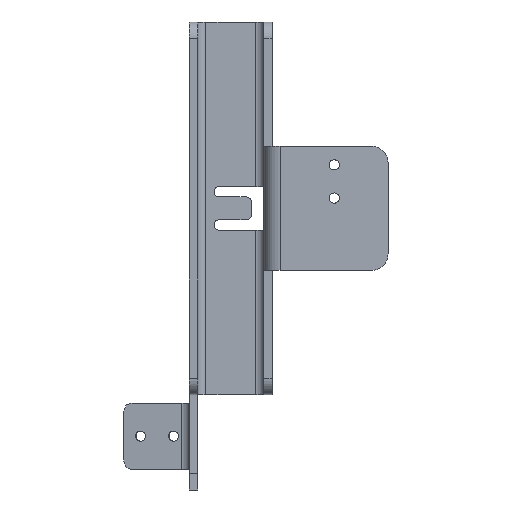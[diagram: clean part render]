
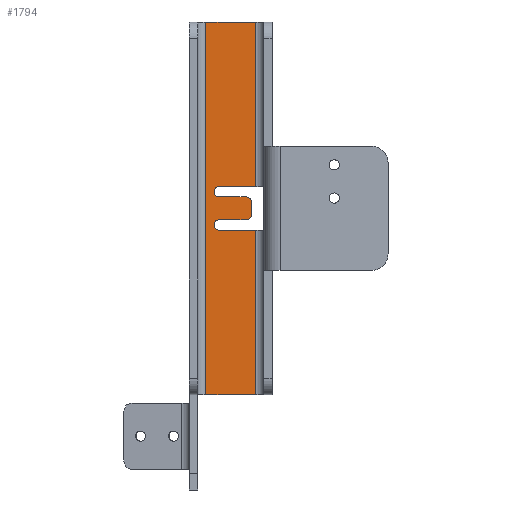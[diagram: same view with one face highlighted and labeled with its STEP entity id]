
A CAD part, front view. The second image highlights one B-rep face of the part: STEP entity #1794.
In plain terms, the highlighted planar face has unit normal (0, -1, 0).
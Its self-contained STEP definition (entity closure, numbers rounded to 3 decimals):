
#26=PLANE('',#1909);
#84=LINE('',#2654,#262);
#106=LINE('',#2708,#284);
#109=LINE('',#2714,#287);
#110=LINE('',#2718,#288);
#111=LINE('',#2720,#289);
#112=LINE('',#2722,#290);
#113=LINE('',#2723,#291);
#114=LINE('',#2725,#292);
#115=LINE('',#2727,#293);
#116=LINE('',#2731,#294);
#262=VECTOR('',#2118,12.);
#284=VECTOR('',#2170,3.);
#287=VECTOR('',#2175,6.5);
#288=VECTOR('',#2178,8.75);
#289=VECTOR('',#2179,39.75);
#290=VECTOR('',#2180,12.);
#291=VECTOR('',#2181,90.);
#292=VECTOR('',#2182,39.75);
#293=VECTOR('',#2183,8.75);
#294=VECTOR('',#2186,6.5);
#479=FACE_OUTER_BOUND('',#577,.T.);
#577=EDGE_LOOP('',(#1306,#1307,#1308,#1309,#1310,#1311,#1312,#1313,#1314,
#1315,#1316,#1317,#1318,#1319));
#700=CIRCLE('',#1906,1.25);
#702=CIRCLE('',#1910,1.25);
#703=CIRCLE('',#1911,1.25);
#704=CIRCLE('',#1912,1.25);
#796=VERTEX_POINT('',#2651);
#797=VERTEX_POINT('',#2653);
#810=VERTEX_POINT('',#2698);
#811=VERTEX_POINT('',#2699);
#814=VERTEX_POINT('',#2707);
#816=VERTEX_POINT('',#2713);
#817=VERTEX_POINT('',#2715);
#818=VERTEX_POINT('',#2717);
#819=VERTEX_POINT('',#2719);
#820=VERTEX_POINT('',#2721);
#821=VERTEX_POINT('',#2724);
#822=VERTEX_POINT('',#2726);
#823=VERTEX_POINT('',#2728);
#824=VERTEX_POINT('',#2730);
#983=EDGE_CURVE('',#797,#796,#84,.T.);
#1006=EDGE_CURVE('',#810,#811,#700,.T.);
#1010=EDGE_CURVE('',#814,#811,#106,.T.);
#1013=EDGE_CURVE('',#810,#816,#109,.T.);
#1014=EDGE_CURVE('',#817,#816,#702,.T.);
#1015=EDGE_CURVE('',#817,#818,#110,.T.);
#1016=EDGE_CURVE('',#819,#818,#111,.T.);
#1017=EDGE_CURVE('',#819,#820,#112,.T.);
#1018=EDGE_CURVE('',#797,#820,#113,.T.);
#1019=EDGE_CURVE('',#821,#796,#114,.T.);
#1020=EDGE_CURVE('',#821,#822,#115,.T.);
#1021=EDGE_CURVE('',#823,#822,#703,.T.);
#1022=EDGE_CURVE('',#823,#824,#116,.T.);
#1023=EDGE_CURVE('',#814,#824,#704,.T.);
#1306=ORIENTED_EDGE('',*,*,#1006,.F.);
#1307=ORIENTED_EDGE('',*,*,#1013,.T.);
#1308=ORIENTED_EDGE('',*,*,#1014,.F.);
#1309=ORIENTED_EDGE('',*,*,#1015,.T.);
#1310=ORIENTED_EDGE('',*,*,#1016,.F.);
#1311=ORIENTED_EDGE('',*,*,#1017,.T.);
#1312=ORIENTED_EDGE('',*,*,#1018,.F.);
#1313=ORIENTED_EDGE('',*,*,#983,.T.);
#1314=ORIENTED_EDGE('',*,*,#1019,.F.);
#1315=ORIENTED_EDGE('',*,*,#1020,.T.);
#1316=ORIENTED_EDGE('',*,*,#1021,.F.);
#1317=ORIENTED_EDGE('',*,*,#1022,.T.);
#1318=ORIENTED_EDGE('',*,*,#1023,.F.);
#1319=ORIENTED_EDGE('',*,*,#1010,.T.);
#1794=ADVANCED_FACE('',(#479),#26,.T.);
#1906=AXIS2_PLACEMENT_3D('',#2700,#2162,#2163);
#1909=AXIS2_PLACEMENT_3D('',#2712,#2173,#2174);
#1910=AXIS2_PLACEMENT_3D('',#2716,#2176,#2177);
#1911=AXIS2_PLACEMENT_3D('',#2729,#2184,#2185);
#1912=AXIS2_PLACEMENT_3D('',#2732,#2187,#2188);
#2118=DIRECTION('',(1.,0.,0.));
#2162=DIRECTION('center_axis',(0.,1.,0.));
#2163=DIRECTION('ref_axis',(0.707,0.,0.707));
#2170=DIRECTION('',(0.,0.,1.));
#2173=DIRECTION('center_axis',(0.,-1.,0.));
#2174=DIRECTION('ref_axis',(0.,0.,-1.));
#2175=DIRECTION('',(-1.,0.,0.));
#2176=DIRECTION('center_axis',(0.,-1.,0.));
#2177=DIRECTION('ref_axis',(-0.707,0.,0.707));
#2178=DIRECTION('',(1.,0.,0.));
#2179=DIRECTION('',(0.,0.,-1.));
#2180=DIRECTION('',(-1.,0.,0.));
#2181=DIRECTION('',(0.,0.,1.));
#2182=DIRECTION('',(0.,0.,-1.));
#2183=DIRECTION('',(-1.,0.,0.));
#2184=DIRECTION('center_axis',(0.,-1.,0.));
#2185=DIRECTION('ref_axis',(-0.707,0.,0.707));
#2186=DIRECTION('',(1.,0.,0.));
#2187=DIRECTION('center_axis',(0.,1.,0.));
#2188=DIRECTION('ref_axis',(0.707,0.,-0.707));
#2651=CARTESIAN_POINT('',(8.46,35.5,-45.));
#2653=CARTESIAN_POINT('',(-3.54,35.5,-45.));
#2654=CARTESIAN_POINT('',(-5.54,35.5,-45.));
#2698=CARTESIAN_POINT('',(6.21,35.5,2.75));
#2699=CARTESIAN_POINT('',(7.46,35.5,1.5));
#2700=CARTESIAN_POINT('Origin',(6.21,35.5,1.5));
#2707=CARTESIAN_POINT('',(7.46,35.5,-1.5));
#2708=CARTESIAN_POINT('',(7.46,35.5,-1.375));
#2712=CARTESIAN_POINT('Origin',(10.46,35.5,0.));
#2713=CARTESIAN_POINT('',(-0.29,35.5,2.75));
#2714=CARTESIAN_POINT('',(11.46,35.5,2.75));
#2715=CARTESIAN_POINT('',(-0.29,35.5,5.25));
#2716=CARTESIAN_POINT('Origin',(-0.29,35.5,4.));
#2717=CARTESIAN_POINT('',(8.46,35.5,5.25));
#2718=CARTESIAN_POINT('',(4.46,35.5,5.25));
#2719=CARTESIAN_POINT('',(8.46,35.5,45.));
#2720=CARTESIAN_POINT('',(8.46,35.5,0.));
#2721=CARTESIAN_POINT('',(-3.54,35.5,45.));
#2722=CARTESIAN_POINT('',(-5.54,35.5,45.));
#2723=CARTESIAN_POINT('',(-3.54,35.5,0.));
#2724=CARTESIAN_POINT('',(8.46,35.5,-5.25));
#2725=CARTESIAN_POINT('',(8.46,35.5,0.));
#2726=CARTESIAN_POINT('',(-0.29,35.5,-5.25));
#2727=CARTESIAN_POINT('',(11.46,35.5,-5.25));
#2728=CARTESIAN_POINT('',(-0.29,35.5,-2.75));
#2729=CARTESIAN_POINT('Origin',(-0.29,35.5,-4.));
#2730=CARTESIAN_POINT('',(6.21,35.5,-2.75));
#2731=CARTESIAN_POINT('',(4.46,35.5,-2.75));
#2732=CARTESIAN_POINT('Origin',(6.21,35.5,-1.5));
